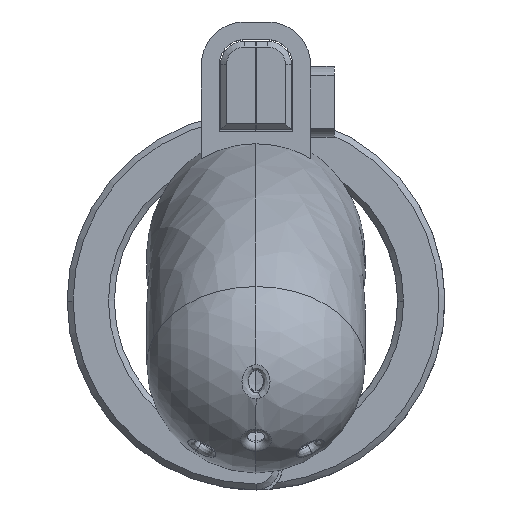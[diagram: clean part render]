
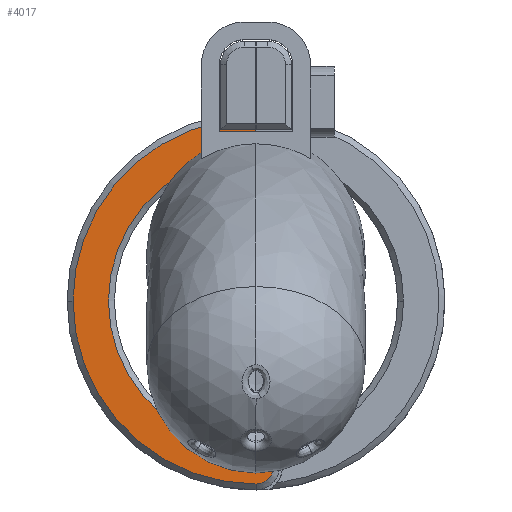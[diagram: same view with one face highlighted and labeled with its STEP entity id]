
A CAD part, top view. The second image highlights one B-rep face of the part: STEP entity #4017.
In plain terms, the highlighted planar face has unit normal (0, 0, 1).
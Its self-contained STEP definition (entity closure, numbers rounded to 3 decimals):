
#56 = DIRECTION ( 'NONE',  ( 1., 0., 0. ) ) ;
#57 = DIRECTION ( 'NONE',  ( 1., 0., 0. ) ) ;
#94 = DIRECTION ( 'NONE',  ( 0., 0., 1. ) ) ;
#260 = AXIS2_PLACEMENT_3D ( 'NONE', #5917, #7589, #2754 ) ;
#273 = VECTOR ( 'NONE', #657, 1000. ) ;
#520 = ORIENTED_EDGE ( 'NONE', *, *, #6891, .F. ) ;
#646 = VECTOR ( 'NONE', #5364, 1000. ) ;
#657 = DIRECTION ( 'NONE',  ( 0., 1., 0. ) ) ;
#775 = EDGE_CURVE ( 'NONE', #4530, #2570, #3668, .T. ) ;
#931 = DIRECTION ( 'NONE',  ( 0., 0., 1. ) ) ;
#1088 = EDGE_CURVE ( 'NONE', #3078, #6173, #2240, .T. ) ;
#1282 = CARTESIAN_POINT ( 'NONE',  ( 0., -8., 3. ) ) ;
#1370 = VERTEX_POINT ( 'NONE', #1626 ) ;
#1504 = FACE_OUTER_BOUND ( 'NONE', #2885, .T. ) ;
#1626 = CARTESIAN_POINT ( 'NONE',  ( 0., -63., 3. ) ) ;
#1813 = CIRCLE ( 'NONE', #6992, 25. ) ;
#1871 = LINE ( 'NONE', #4810, #3030 ) ;
#1913 = AXIS2_PLACEMENT_3D ( 'NONE', #3918, #6322, #2131 ) ;
#2024 = EDGE_CURVE ( 'NONE', #5884, #3078, #6666, .T. ) ;
#2131 = DIRECTION ( 'NONE',  ( 1., 0., 0. ) ) ;
#2240 = LINE ( 'NONE', #3546, #646 ) ;
#2450 = CARTESIAN_POINT ( 'NONE',  ( -6., -3., 3. ) ) ;
#2478 = ORIENTED_EDGE ( 'NONE', *, *, #775, .T. ) ;
#2486 = CARTESIAN_POINT ( 'NONE',  ( 0., -3., 3. ) ) ;
#2570 = VERTEX_POINT ( 'NONE', #3948 ) ;
#2708 = CARTESIAN_POINT ( 'NONE',  ( 0., -32., 3. ) ) ;
#2754 = DIRECTION ( 'NONE',  ( 1., 0., 0. ) ) ;
#2885 = EDGE_LOOP ( 'NONE', ( #2478, #5940, #7711, #7352, #4119, #4862, #520 ) ) ;
#2957 = CARTESIAN_POINT ( 'NONE',  ( -6., -1.586, 3. ) ) ;
#3030 = VECTOR ( 'NONE', #6140, 1000. ) ;
#3078 = VERTEX_POINT ( 'NONE', #2486 ) ;
#3404 = AXIS2_PLACEMENT_3D ( 'NONE', #6587, #94, #57 ) ;
#3546 = CARTESIAN_POINT ( 'NONE',  ( 0., -3., 3. ) ) ;
#3668 = CIRCLE ( 'NONE', #260, 31. ) ;
#3918 = CARTESIAN_POINT ( 'NONE',  ( 0., -32., 3. ) ) ;
#3948 = CARTESIAN_POINT ( 'NONE',  ( -31., -32., 3. ) ) ;
#4017 = ADVANCED_FACE ( 'NONE', ( #1504 ), #5059, .T. ) ;
#4077 = AXIS2_PLACEMENT_3D ( 'NONE', #2708, #931, #5868 ) ;
#4119 = ORIENTED_EDGE ( 'NONE', *, *, #2024, .T. ) ;
#4365 = CARTESIAN_POINT ( 'NONE',  ( 0., -32., 3. ) ) ;
#4474 = EDGE_CURVE ( 'NONE', #2570, #1370, #4707, .T. ) ;
#4530 = VERTEX_POINT ( 'NONE', #2957 ) ;
#4707 = CIRCLE ( 'NONE', #4077, 31. ) ;
#4798 = CARTESIAN_POINT ( 'NONE',  ( 0., -57., 3. ) ) ;
#4810 = CARTESIAN_POINT ( 'NONE',  ( -6., 0., 3. ) ) ;
#4862 = ORIENTED_EDGE ( 'NONE', *, *, #1088, .T. ) ;
#4950 = CARTESIAN_POINT ( 'NONE',  ( 0., -7., 3. ) ) ;
#4994 = DIRECTION ( 'NONE',  ( 0., 0., -1. ) ) ;
#4997 = VERTEX_POINT ( 'NONE', #4798 ) ;
#5059 = PLANE ( 'NONE',  #1913 ) ;
#5364 = DIRECTION ( 'NONE',  ( -1., 0., 0. ) ) ;
#5626 = EDGE_CURVE ( 'NONE', #4997, #5884, #1813, .T. ) ;
#5868 = DIRECTION ( 'NONE',  ( 1., 0., 0. ) ) ;
#5884 = VERTEX_POINT ( 'NONE', #4950 ) ;
#5917 = CARTESIAN_POINT ( 'NONE',  ( 0., -32., 3. ) ) ;
#5940 = ORIENTED_EDGE ( 'NONE', *, *, #4474, .T. ) ;
#6140 = DIRECTION ( 'NONE',  ( 0., -1., 0. ) ) ;
#6173 = VERTEX_POINT ( 'NONE', #2450 ) ;
#6322 = DIRECTION ( 'NONE',  ( 0., 0., 1. ) ) ;
#6587 = CARTESIAN_POINT ( 'NONE',  ( 0., -60., 3. ) ) ;
#6666 = LINE ( 'NONE', #1282, #273 ) ;
#6879 = EDGE_CURVE ( 'NONE', #1370, #4997, #7203, .T. ) ;
#6891 = EDGE_CURVE ( 'NONE', #4530, #6173, #1871, .T. ) ;
#6992 = AXIS2_PLACEMENT_3D ( 'NONE', #4365, #4994, #56 ) ;
#7203 = CIRCLE ( 'NONE', #3404, 3. ) ;
#7352 = ORIENTED_EDGE ( 'NONE', *, *, #5626, .T. ) ;
#7589 = DIRECTION ( 'NONE',  ( 0., 0., 1. ) ) ;
#7711 = ORIENTED_EDGE ( 'NONE', *, *, #6879, .T. ) ;
